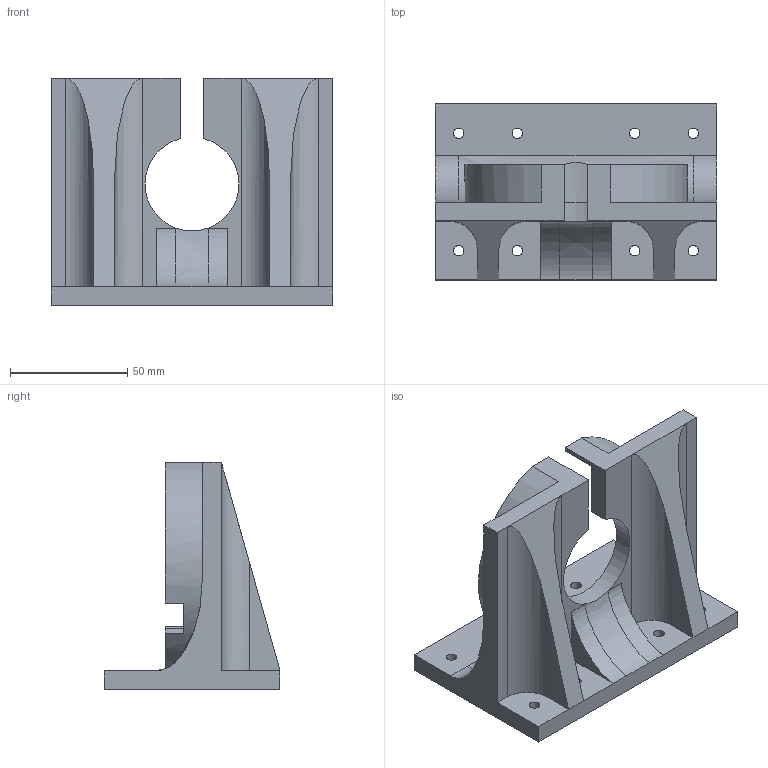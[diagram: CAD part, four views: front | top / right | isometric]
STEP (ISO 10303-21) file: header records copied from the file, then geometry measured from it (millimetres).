
FILE_DESCRIPTION (( 'STEP AP203' ), '1' );
FILE_NAME ('boardplate.STEP', '2022-12-05T00:51:47', ( '' ), ( '' ), 'SwSTEP 2.0', 'SolidWorks 2021', '' );
FILE_SCHEMA (( 'CONFIG_CONTROL_DESIGN' ));
Length unit declared in the file: millimetre
Products named in the file (1): boardplate
Bounding box: 120 x 75 x 96.78 mm (x, y, z)
Volume: 204372 mm3; surface area: 51163.2 mm2
Topology: 1 solids, 1 shells, 74 faces, 204 edges, 132 vertices
Faces by surface type: plane 39, cylinder 29, bspline 6
Entity records: 2686 total; most frequent: CARTESIAN_POINT 713, ORIENTED_EDGE 408, DIRECTION 380, EDGE_CURVE 204, AXIS2_PLACEMENT_3D 133, VERTEX_POINT 132, VECTOR 114, LINE 114
